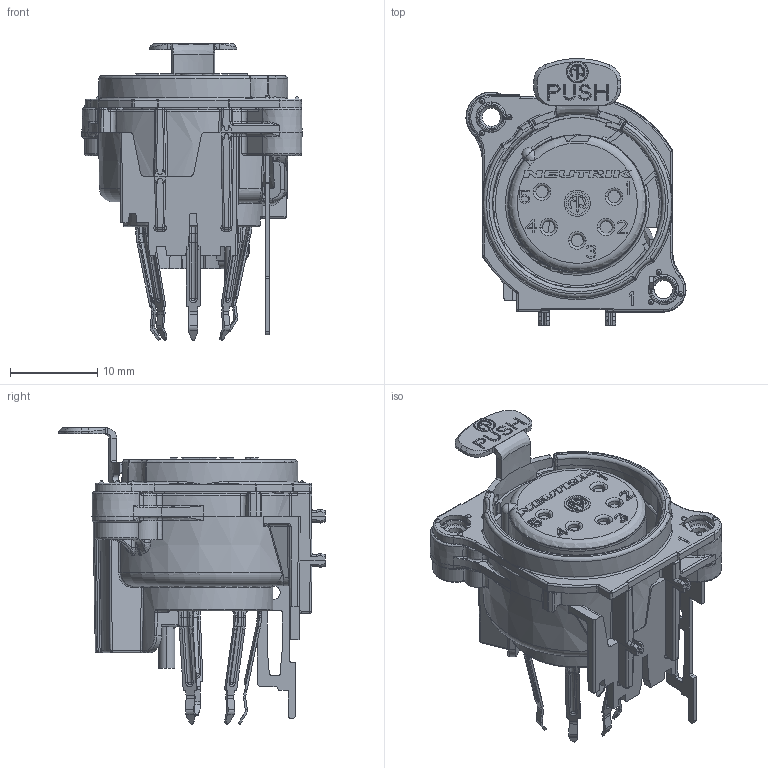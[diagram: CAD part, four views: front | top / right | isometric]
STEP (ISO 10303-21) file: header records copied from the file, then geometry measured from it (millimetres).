
FILE_DESCRIPTION((''),'2;1');
FILE_NAME('30011654','2024-07-24T07:18:05',('SYSTEM'),(''),'CREO PARAMETRIC BY PTC INC, 2023424','CREO PARAMETRIC BY PTC INC, 2023424','');
FILE_SCHEMA(('CONFIG_CONTROL_DESIGN'));
Products named in the file (1): 30011654
Bounding box: 25.3 x 30.61 x 34.09 mm (x, y, z)
Volume: 5472.1 mm3; surface area: 5821 mm2
Topology: 1 solids, 6 shells, 2863 faces, 7365 edges, 4475 vertices
Faces by surface type: plane 1355, cylinder 599, bspline 389, torus 243, cone 149, sphere 112, extrusion 16
Entity records: 100988 total; most frequent: CARTESIAN_POINT 34735, ORIENTED_EDGE 14686, DIRECTION 12753, EDGE_CURVE 7343, VERTEX_POINT 4475, AXIS2_PLACEMENT_3D 4386, VECTOR 3981, LINE 3965
